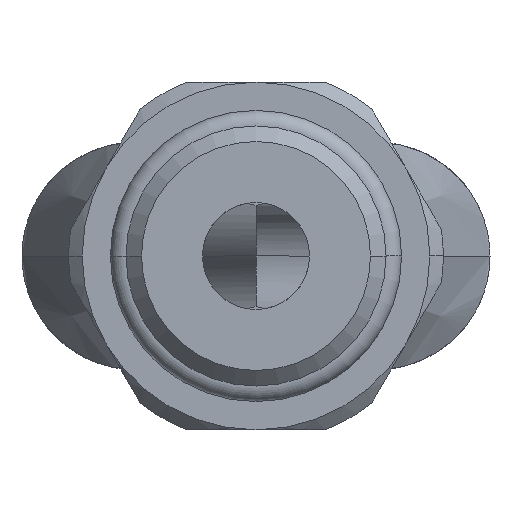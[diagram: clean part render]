
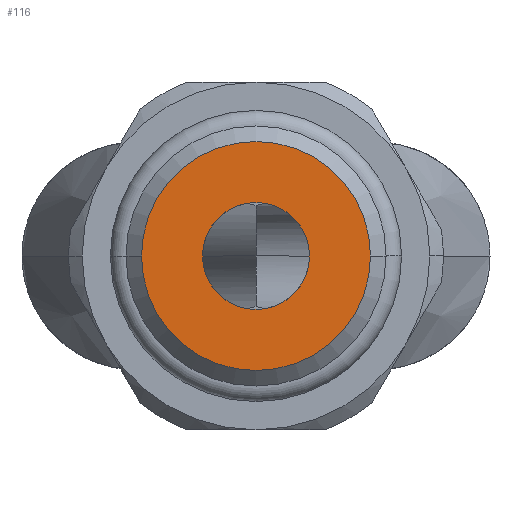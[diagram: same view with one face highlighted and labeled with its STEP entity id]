
A CAD part, front view. The second image highlights one B-rep face of the part: STEP entity #116.
In plain terms, the highlighted planar face has unit normal (0, -1, 0).
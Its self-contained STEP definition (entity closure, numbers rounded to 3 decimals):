
#116=ADVANCED_FACE('',(#309,#310),#311,.T.);
#309=FACE_BOUND('',#560,.T.);
#310=FACE_OUTER_BOUND('',#561,.T.);
#311=PLANE('',#562);
#560=EDGE_LOOP('',(#1218,#1219));
#561=EDGE_LOOP('',(#1220,#1221));
#562=AXIS2_PLACEMENT_3D('',#1222,#1223,#1224);
#1218=ORIENTED_EDGE('',*,*,#1801,.T.);
#1219=ORIENTED_EDGE('',*,*,#1704,.T.);
#1220=ORIENTED_EDGE('',*,*,#1689,.F.);
#1221=ORIENTED_EDGE('',*,*,#1809,.F.);
#1222=CARTESIAN_POINT('',(2.142,0.0,0.0));
#1223=DIRECTION('',(-0.0,-1.0,-0.0));
#1224=DIRECTION('',(-1.0,0.0,0.0));
#1689=EDGE_CURVE('',#2047,#2049,#2050,.T.);
#1704=EDGE_CURVE('',#2070,#2076,#2078,.T.);
#1801=EDGE_CURVE('',#2076,#2070,#2237,.T.);
#1809=EDGE_CURVE('',#2049,#2047,#2246,.T.);
#2047=VERTEX_POINT('',#2719);
#2049=VERTEX_POINT('',#2722);
#2050=CIRCLE('',#2723,4.283);
#2070=VERTEX_POINT('',#2746);
#2076=VERTEX_POINT('',#2753);
#2078=CIRCLE('',#2756,2.0);
#2237=CIRCLE('',#2968,2.0);
#2246=CIRCLE('',#2977,4.283);
#2719=CARTESIAN_POINT('',(4.283,0.0,0.0));
#2722=CARTESIAN_POINT('',(-4.283,0.0,0.));
#2723=AXIS2_PLACEMENT_3D('',#3606,#3607,#3608);
#2746=CARTESIAN_POINT('',(2.0,0.0,0.));
#2753=CARTESIAN_POINT('',(-2.0,0.0,0.));
#2756=AXIS2_PLACEMENT_3D('',#3641,#3642,#3643);
#2968=AXIS2_PLACEMENT_3D('',#3826,#3827,#3828);
#2977=AXIS2_PLACEMENT_3D('',#3850,#3851,#3852);
#3606=CARTESIAN_POINT('',(0.0,0.0,0.0));
#3607=DIRECTION('',(-0.0,1.0,0.0));
#3608=DIRECTION('',(1.0,0.0,0.0));
#3641=CARTESIAN_POINT('',(0.0,0.0,0.0));
#3642=DIRECTION('',(-0.0,1.0,0.0));
#3643=DIRECTION('',(1.0,0.0,0.0));
#3826=CARTESIAN_POINT('',(0.0,0.0,0.0));
#3827=DIRECTION('',(-0.0,1.0,0.0));
#3828=DIRECTION('',(1.0,0.0,0.0));
#3850=CARTESIAN_POINT('',(0.0,0.0,0.0));
#3851=DIRECTION('',(-0.0,1.0,0.0));
#3852=DIRECTION('',(1.0,0.0,0.0));
